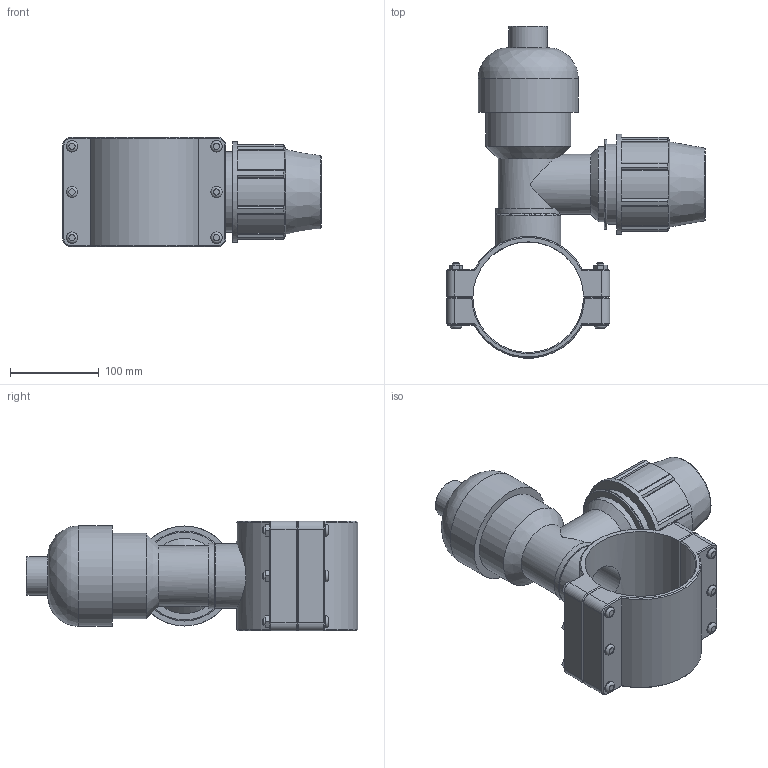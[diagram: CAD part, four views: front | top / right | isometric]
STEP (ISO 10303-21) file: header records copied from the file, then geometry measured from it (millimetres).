
FILE_DESCRIPTION(/* description */ ('PLASSON MECHANICAL TAPPING VALVE 125-63'),/* implementation_level */ '2;1');
FILE_NAME(/* name */ '186800125063.ipt.stp',/* time_stamp */ '2017-06-18T09:30:14+03:00',/* author */ ('KIM'),/* organization */ (''),/* preprocessor_version */ 'ST-DEVELOPER v15.6',/* originating_system */ 'Autodesk Inventor 2015',/* authorisation */ '');
FILE_SCHEMA (('AUTOMOTIVE_DESIGN { 1 0 10303 214 3 1 1 }'));
Length unit declared in the file: millimetre
Products named in the file (1): 186800125063
Bounding box: 292 x 375 x 124 mm (x, y, z)
Volume: 2397688.4 mm3; surface area: 338981.7 mm2
Topology: 1 solids, 1 shells, 255 faces, 611 edges, 386 vertices
Faces by surface type: plane 154, cylinder 55, cone 35, torus 10, bspline 1
Full cylindrical faces by diameter (mm): 8 x6, 13 x12, 43.598 x1, 50 x1, 50.4 x1, 63 x1, 67.8 x1, 73.653 x1, 84.75 x1, 90.4 x1, 96.315 x1, 101.7 x1, 113 x1, 113.312 x1
Entity records: 7347 total; most frequent: CARTESIAN_POINT 1616, DIRECTION 1184, ORIENTED_EDGE 1104, EDGE_CURVE 552, AXIS2_PLACEMENT_3D 426, VERTEX_POINT 379, EDGE_LOOP 347, LINE 332
